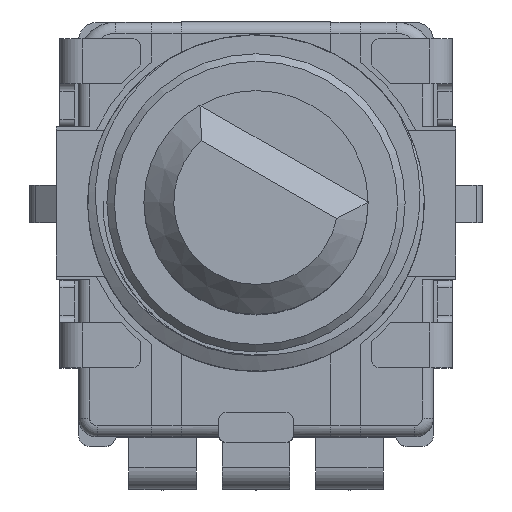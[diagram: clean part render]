
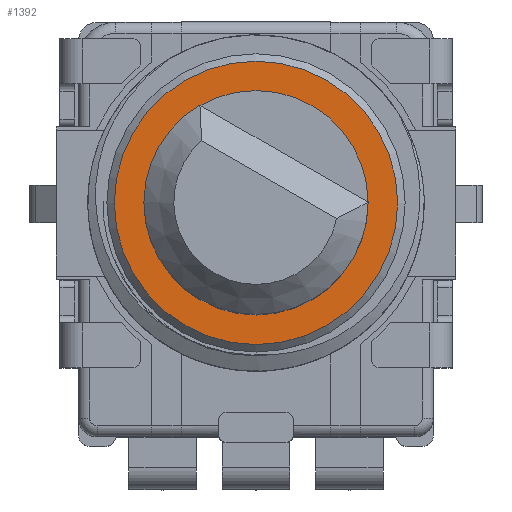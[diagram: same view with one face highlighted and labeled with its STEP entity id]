
A CAD part, top view. The second image highlights one B-rep face of the part: STEP entity #1392.
In plain terms, the highlighted planar face has unit normal (0, 0, 1).
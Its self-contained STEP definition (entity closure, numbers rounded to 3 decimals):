
#1218=CARTESIAN_POINT('',(-3.0,-0.0,15.0));
#1219=VERTEX_POINT('',#1218);
#1220=CARTESIAN_POINT('',(0.0,-0.0,15.0));
#1221=DIRECTION('',(-0.0,0.0,-1.0));
#1222=DIRECTION('',(-1.0,0.0,0.0));
#1223=AXIS2_PLACEMENT_3D('',#1220,#1221,#1222);
#1224=CIRCLE('',#1223,3.0);
#1225=EDGE_CURVE('n� 16177',#1219,#1219,#1224,.T.);
#1373=CARTESIAN_POINT('',(-3.79,0.0,15.0));
#1374=VERTEX_POINT('',#1373);
#1375=CARTESIAN_POINT('',(0.0,0.0,15.0));
#1376=DIRECTION('',(-0.0,-0.0,-1.0));
#1377=DIRECTION('',(-1.0,0.0,0.0));
#1378=AXIS2_PLACEMENT_3D('',#1375,#1376,#1377);
#1379=CIRCLE('',#1378,3.79);
#1380=EDGE_CURVE('n� 15956',#1374,#1374,#1379,.T.);
#1381=ORIENTED_EDGE('',*,*,#1380,.F.);
#1382=EDGE_LOOP('',(#1381));
#1383=FACE_OUTER_BOUND('',#1382,.T.);
#1384=ORIENTED_EDGE('',*,*,#1225,.T.);
#1385=EDGE_LOOP('',(#1384));
#1386=FACE_BOUND('',#1385,.T.);
#1387=CARTESIAN_POINT('',(0.0,0.0,15.0));
#1388=DIRECTION('',(0.0,-0.0,1.0));
#1389=DIRECTION('',(1.0,0.0,-0.0));
#1390=AXIS2_PLACEMENT_3D('',#1387,#1388,#1389);
#1391=PLANE('',#1390);
#1392=ADVANCED_FACE('n� 16171',(#1383,#1386),#1391,.T.);
